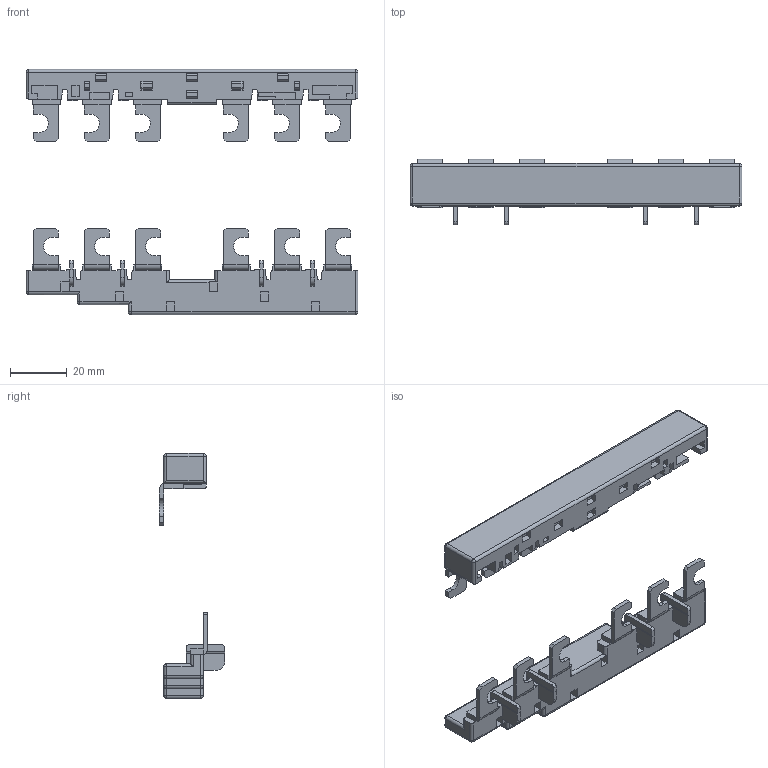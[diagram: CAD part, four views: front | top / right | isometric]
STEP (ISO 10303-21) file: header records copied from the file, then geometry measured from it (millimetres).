
FILE_DESCRIPTION (( 'STEP AP203' ), '1' );
FILE_NAME ('HMX3-BBREV.step', '2022-11-01T18:21:58', ( '' ), ( '' ), 'SwSTEP 2.0', 'SolidWorks 2021', '' );
FILE_SCHEMA (( 'CONFIG_CONTROL_DESIGN' ));
Length unit declared in the file: inch
Products named in the file (3): HMX3-BBREV; HMX3-BBREV-LOAD; HMX3-BBREV-LINE
Assembly tree (2 placements, depth 2):
  HMX3-BBREV
    HMX3-BBREV-LOAD
    HMX3-BBREV-LINE
Bounding box: 117 x 23 x 86.42 mm (x, y, z)
Volume: 36594.2 mm3; surface area: 19966.2 mm2
Topology: 2 solids, 2 shells, 653 faces, 1801 edges, 1153 vertices
Faces by surface type: plane 556, cylinder 81, sphere 16
Entity records: 20921 total; most frequent: CARTESIAN_POINT 4059, ORIENTED_EDGE 3570, DIRECTION 3211, EDGE_CURVE 1785, VECTOR 1607, LINE 1607, VERTEX_POINT 1153, AXIS2_PLACEMENT_3D 802
